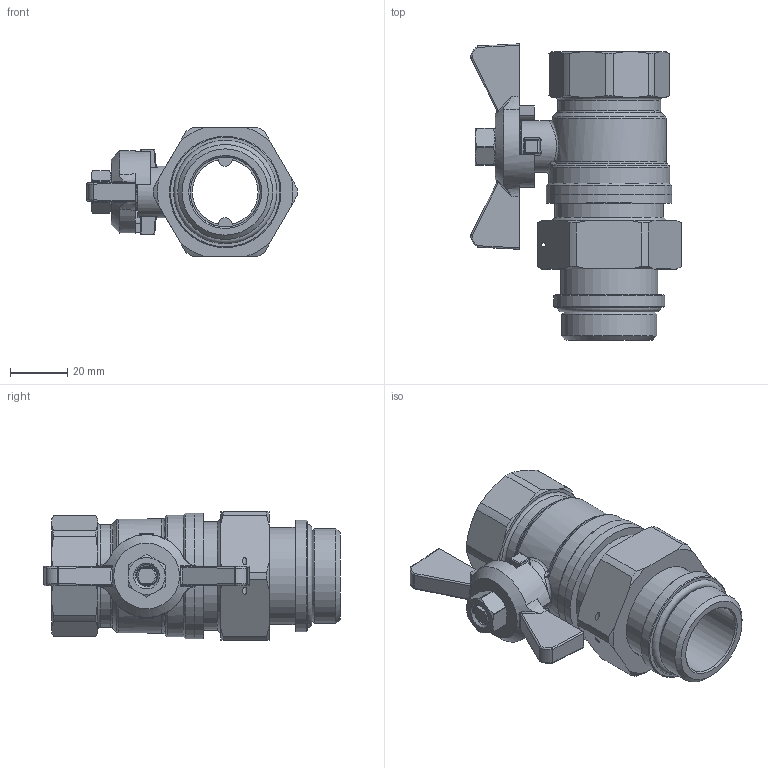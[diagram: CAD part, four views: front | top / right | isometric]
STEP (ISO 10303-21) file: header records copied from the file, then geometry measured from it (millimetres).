
FILE_DESCRIPTION(/* description */ ('Unknown'),/* implementation_level */ '2;1');
FILE_NAME(/* name */ '713-66',/* time_stamp */ '2022-07-25T10:18:38+02:00',/* author */ ('Unknown'),/* organization */ ('Unknown'),/* preprocessor_version */ 'ST-DEVELOPER v16.7',/* originating_system */ 'Solid Edge',/* authorisation */ 'Unknown');
FILE_SCHEMA (('AUTOMOTIVE_DESIGN {1 0 10303 214 3 1 1}'));
Length unit declared in the file: millimetre
Products named in the file (13): 713-66; 713-66 Einschraubteil; 713-66 Körper; 713-66 Verschraubung 1_郻M 1 1_4; O-Ring; 713-66 郻M 1 1_4; 713-66 Stauscheibe; 713-66 Stütze; 713-66 Dichtung; VT05105004Q; VT07405104Q; Flügelgriff 1; VT120015-M8X7-1Q
Assembly tree (12 placements, depth 3):
  713-66
    713-66 Einschraubteil
    713-66 Körper
    713-66 Verschraubung 1_郻M 1 1_4
      O-Ring
      713-66 郻M 1 1_4
      713-66 Stauscheibe
      713-66 Stütze
      713-66 Dichtung
    VT05105004Q
    VT07405104Q
    Flügelgriff 1
    VT120015-M8X7-1Q
Bounding box: 73.74 x 103.8 x 45 mm (x, y, z)
Volume: 75112.8 mm3; surface area: 47940 mm2
Topology: 11 solids, 11 shells, 440 faces, 1157 edges, 749 vertices
Faces by surface type: cylinder 128, plane 115, bspline 102, cone 67, sphere 20, torus 8
Full cylindrical faces by diameter (mm): 1.5 x1, 6.8 x1, 9 x3, 10 x1, 10.5 x1, 11.5 x1, 12 x1, 12.376 x2, 18 x1, 22.5 x1, 23 x2, 24.5 x1, 25 x1, 30 x1, 30.291 x1, 32 x3, 33 x2, 33.249 x1, 34 x1, 34.5 x1, 36 x2, 36.376 x2, 38 x3, 38.5 x1, 38.952 x2, 39 x2, 41.91 x1, 42.5 x1, 44 x2
Entity records: 19503 total; most frequent: CARTESIAN_POINT 8342, ORIENTED_EDGE 2090, DIRECTION 1641, EDGE_CURVE 1045, VERTEX_POINT 720, AXIS2_PLACEMENT_3D 692, FACE_BOUND 551, EDGE_LOOP 550
